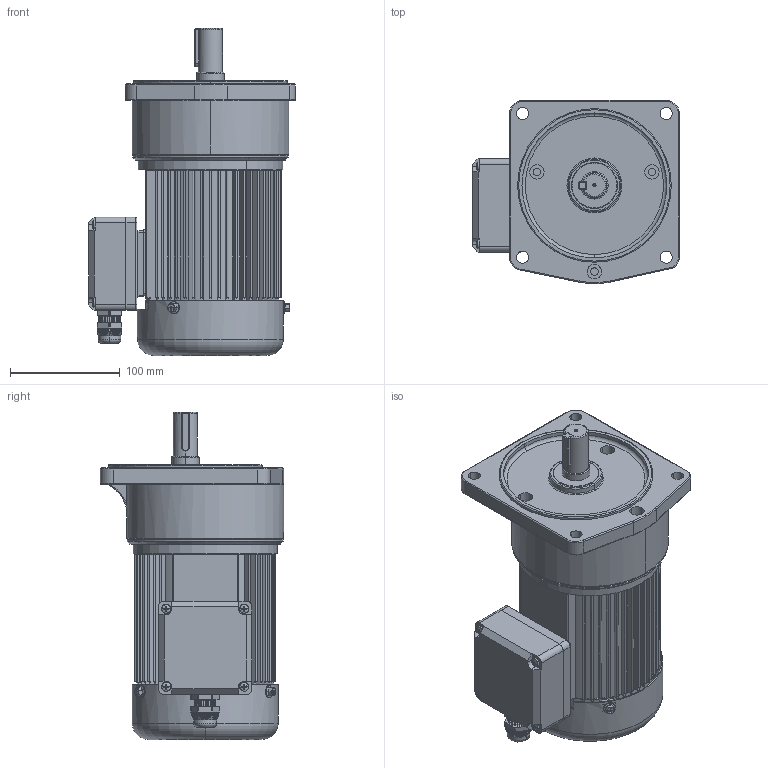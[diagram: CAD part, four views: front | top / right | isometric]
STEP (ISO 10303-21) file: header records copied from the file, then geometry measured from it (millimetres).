
FILE_DESCRIPTION (( 'STEP AP203' ), '1' );
FILE_NAME ('(標準品)G12V200W(5B22XXX100)(減速比共用).STEP', '2016-01-28T08:33:23', ( 'SE' ), ( 'SE' ), 'SwSTEP 2.0', 'SolidWorks 2010', '' );
FILE_SCHEMA (( 'CONFIG_CONTROL_DESIGN' ));
Products named in the file (16): 100W風扇蓋131x50／缺口70(直角); M100CD1-45; 出線頭 Ver.2; 油封42x25x8; 丸頭螺絲 M4 x35 --35N_JIS B 1111 Binding head screw M4 x 8 --8N; 7x7xL_35L; (標準品)G12V200W(5B22XXX100)(減速比共用); M200C2A; 成品-塑膠T盒; 出線盒下蓋; 出線盒上蓋; ･Xｽuｲｰｹﾔ､TH-UP3(PVC2mmｫp); 外六角內十字螺絲M5 x 10_ISO 4162 - M5 x 10 x 10-N; G12VBOX2; G12OS1-02; G12-200
Assembly tree (20 placements, depth 3):
  (標準品)G12V200W(5B22XXX100)(減速比共用)
    M100CD1-45
    G12OS1-02
    油封42x25x8
    G12-200
    M200C2A
    G12VBOX2
    7x7xL_35L
    外六角內十字螺絲M5 x 10_ISO 4162 - M5 x 10 x 10-N  x3
    100W風扇蓋131x50／缺口70(直角)
    成品-塑膠T盒
      丸頭螺絲 M4 x35 --35N_JIS B 1111 Binding head screw M4 x 8 --8N  x4
      ･Xｽuｲｰｹﾔ､TH-UP3(PVC2mmｫp)
      出線盒上蓋
      出線頭 Ver.2
      出線盒下蓋
Bounding box: 188.4 x 167 x 298 mm (x, y, z)
Volume: 3293177.9 mm3; surface area: 461079.9 mm2
Topology: 19 solids, 22 shells, 2749 faces, 7262 edges, 4592 vertices
Faces by surface type: cone 932, cylinder 884, plane 818, torus 87, bspline 20, sphere 8
Entity records: 56265 total; most frequent: CARTESIAN_POINT 11426, DIRECTION 9191, ORIENTED_EDGE 8948, EDGE_CURVE 4474, AXIS2_PLACEMENT_3D 3320, VERTEX_POINT 2863, VECTOR 2551, LINE 2551
